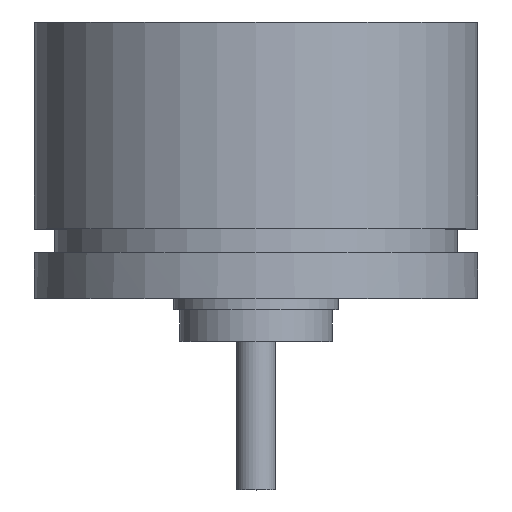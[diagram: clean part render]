
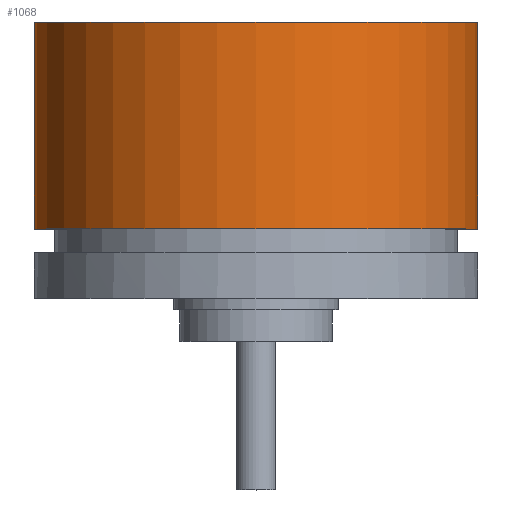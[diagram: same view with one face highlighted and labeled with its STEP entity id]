
A CAD part, top view. The second image highlights one B-rep face of the part: STEP entity #1068.
In plain terms, the highlighted cylindrical face has radius 16 mm (diameter 32 mm), a full revolution.
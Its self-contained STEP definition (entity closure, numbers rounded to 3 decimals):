
#16=CYLINDRICAL_SURFACE('',#1140,16.);
#26=FACE_BOUND('',#192,.T.);
#40=CIRCLE('',#1139,16.);
#41=CIRCLE('',#1141,16.);
#129=FACE_OUTER_BOUND('',#191,.T.);
#191=EDGE_LOOP('',(#953));
#192=EDGE_LOOP('',(#954));
#545=VERTEX_POINT('',#1694);
#546=VERTEX_POINT('',#1697);
#684=EDGE_CURVE('',#545,#545,#40,.T.);
#685=EDGE_CURVE('',#546,#546,#41,.T.);
#953=ORIENTED_EDGE('',*,*,#684,.T.);
#954=ORIENTED_EDGE('',*,*,#685,.F.);
#1068=ADVANCED_FACE('',(#129,#26),#16,.T.);
#1139=AXIS2_PLACEMENT_3D('',#1695,#1390,#1391);
#1140=AXIS2_PLACEMENT_3D('',#1696,#1392,#1393);
#1141=AXIS2_PLACEMENT_3D('',#1698,#1394,#1395);
#1390=DIRECTION('center_axis',(0.,1.,0.));
#1391=DIRECTION('ref_axis',(1.,0.,0.));
#1392=DIRECTION('center_axis',(0.,1.,0.));
#1393=DIRECTION('ref_axis',(0.,0.,1.));
#1394=DIRECTION('center_axis',(0.,1.,0.));
#1395=DIRECTION('ref_axis',(1.,0.,0.));
#1694=CARTESIAN_POINT('',(0.,5.,16.));
#1695=CARTESIAN_POINT('Origin',(0.,5.,0.));
#1696=CARTESIAN_POINT('Origin',(0.,12.45,0.));
#1697=CARTESIAN_POINT('',(0.,19.9,16.));
#1698=CARTESIAN_POINT('Origin',(0.,19.9,0.));
